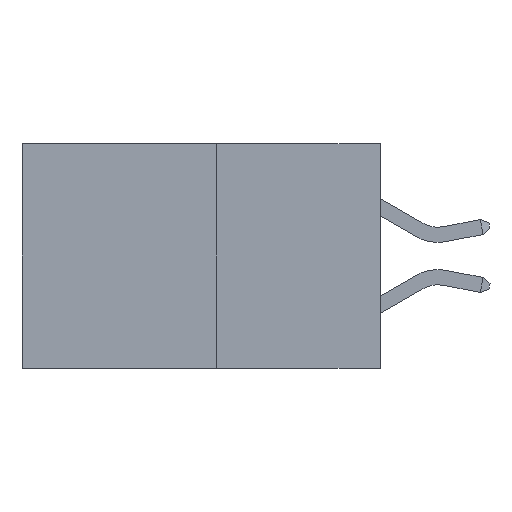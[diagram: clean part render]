
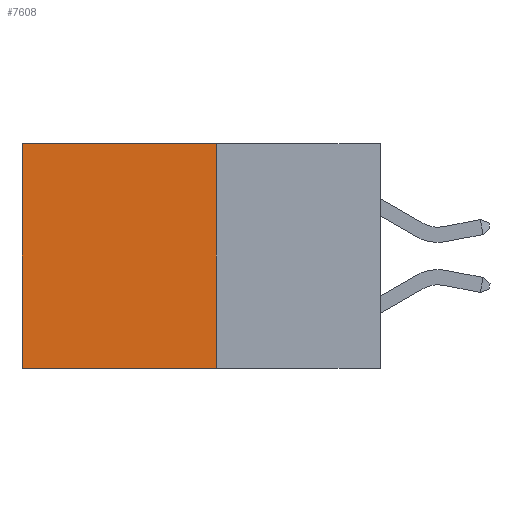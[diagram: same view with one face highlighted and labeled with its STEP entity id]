
A CAD part, left-side view. The second image highlights one B-rep face of the part: STEP entity #7608.
In plain terms, the highlighted planar face has unit normal (-1, 0, 0).
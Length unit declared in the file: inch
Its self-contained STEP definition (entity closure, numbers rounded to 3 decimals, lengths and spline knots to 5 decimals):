
#408 = CARTESIAN_POINT ( 'NONE',  ( 0.277, 0.27, -0.37 ) ) ;
#479 = ORIENTED_EDGE ( 'NONE', *, *, #1494, .F. ) ;
#745 = FACE_OUTER_BOUND ( 'NONE', #7404, .T. ) ;
#953 = CARTESIAN_POINT ( 'NONE',  ( 0.277, 0.59, -0.37 ) ) ;
#1046 = ORIENTED_EDGE ( 'NONE', *, *, #5048, .T. ) ;
#1050 = DIRECTION ( 'NONE',  ( 1., 0., 0. ) ) ;
#1494 = EDGE_CURVE ( 'NONE', #2194, #2016, #7244, .T. ) ;
#1632 = EDGE_CURVE ( 'NONE', #6623, #2016, #3053, .T. ) ;
#2016 = VERTEX_POINT ( 'NONE', #3588 ) ;
#2194 = VERTEX_POINT ( 'NONE', #7438 ) ;
#2761 = CARTESIAN_POINT ( 'NONE',  ( 0.277, 0.27, 0. ) ) ;
#2814 = DIRECTION ( 'NONE',  ( 0., 1., 0. ) ) ;
#3053 = LINE ( 'NONE', #953, #7827 ) ;
#3588 = CARTESIAN_POINT ( 'NONE',  ( 0.277, 0.59, -0.37 ) ) ;
#3637 = CARTESIAN_POINT ( 'NONE',  ( 0.277, 0.27, 0. ) ) ;
#3899 = CARTESIAN_POINT ( 'NONE',  ( 0.277, 0.59, 0. ) ) ;
#3947 = VECTOR ( 'NONE', #4785, 39.37008 ) ;
#4197 = PLANE ( 'NONE',  #4355 ) ;
#4355 = AXIS2_PLACEMENT_3D ( 'NONE', #408, #1050, #5463 ) ;
#4547 = ORIENTED_EDGE ( 'NONE', *, *, #1632, .T. ) ;
#4785 = DIRECTION ( 'NONE',  ( 0., 1., 0. ) ) ;
#4848 = EDGE_CURVE ( 'NONE', #4964, #2194, #5793, .T. ) ;
#4863 = ORIENTED_EDGE ( 'NONE', *, *, #4848, .F. ) ;
#4964 = VERTEX_POINT ( 'NONE', #3637 ) ;
#5048 = EDGE_CURVE ( 'NONE', #4964, #6623, #7259, .T. ) ;
#5200 = DIRECTION ( 'NONE',  ( 0., 0., -1. ) ) ;
#5222 = DIRECTION ( 'NONE',  ( 0., 0., -1. ) ) ;
#5415 = CARTESIAN_POINT ( 'NONE',  ( 0.277, 0.27, -0.37 ) ) ;
#5463 = DIRECTION ( 'NONE',  ( 0., 0., -1. ) ) ;
#5793 = LINE ( 'NONE', #5415, #6867 ) ;
#6623 = VERTEX_POINT ( 'NONE', #3899 ) ;
#6867 = VECTOR ( 'NONE', #5200, 39.37008 ) ;
#7070 = VECTOR ( 'NONE', #2814, 39.37008 ) ;
#7244 = LINE ( 'NONE', #7697, #3947 ) ;
#7259 = LINE ( 'NONE', #2761, #7070 ) ;
#7404 = EDGE_LOOP ( 'NONE', ( #4547, #479, #4863, #1046 ) ) ;
#7438 = CARTESIAN_POINT ( 'NONE',  ( 0.277, 0.27, -0.37 ) ) ;
#7608 = ADVANCED_FACE ( 'NONE', ( #745 ), #4197, .F. ) ;
#7697 = CARTESIAN_POINT ( 'NONE',  ( 0.277, 0.27, -0.37 ) ) ;
#7827 = VECTOR ( 'NONE', #5222, 39.37008 ) ;
